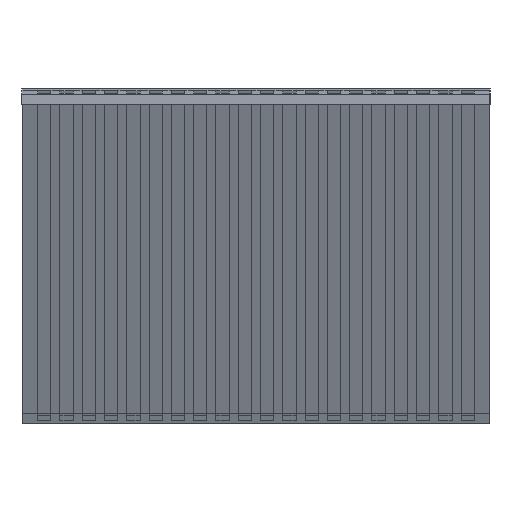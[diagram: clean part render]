
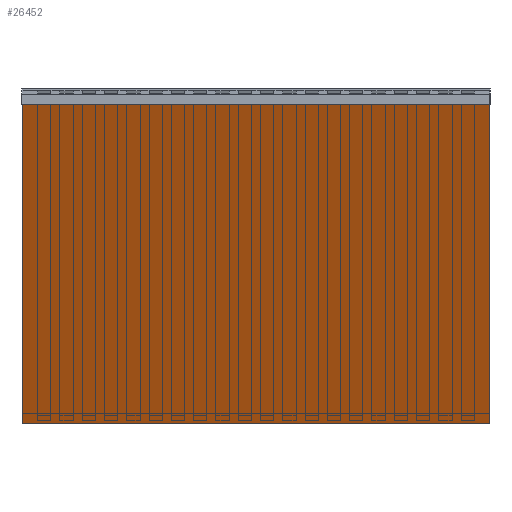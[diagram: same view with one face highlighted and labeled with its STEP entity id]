
A CAD part, left-side view. The second image highlights one B-rep face of the part: STEP entity #26452.
In plain terms, the highlighted planar face has unit normal (-0.911, 0, -0.412).
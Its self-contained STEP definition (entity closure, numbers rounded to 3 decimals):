
#1395=ORIENTED_EDGE('',*,*,#6991,.T.);
#1396=ORIENTED_EDGE('',*,*,#6979,.F.);
#1397=ORIENTED_EDGE('',*,*,#6992,.F.);
#1398=ORIENTED_EDGE('',*,*,#6988,.T.);
#6979=EDGE_CURVE('',#9736,#9735,#11693,.T.);
#6988=EDGE_CURVE('',#9743,#9742,#11701,.T.);
#6991=EDGE_CURVE('',#9742,#9735,#11703,.T.);
#6992=EDGE_CURVE('',#9743,#9736,#11704,.T.);
#9735=VERTEX_POINT('',#33669);
#9736=VERTEX_POINT('',#33671);
#9742=VERTEX_POINT('',#33694);
#9743=VERTEX_POINT('',#33696);
#11693=LINE('',#33672,#14521);
#11701=LINE('',#33695,#14529);
#11703=LINE('',#33704,#14531);
#11704=LINE('',#33705,#14532);
#14521=VECTOR('',#28744,1000.);
#14529=VECTOR('',#28762,1000.);
#14531=VECTOR('',#28766,1000.);
#14532=VECTOR('',#28767,1000.);
#17049=EDGE_LOOP('',(#1395,#1396,#1397,#1398));
#17989=FACE_BOUND('',#17049,.T.);
#18929=PLANE('',#27399);
#26452=ADVANCED_FACE('',(#17989),#18929,.F.);
#27399=AXIS2_PLACEMENT_3D('',#33703,#28764,#28765);
#28744=DIRECTION('',(0.,-1.,0.));
#28762=DIRECTION('',(0.,-1.,0.));
#28764=DIRECTION('',(0.911,0.,0.412));
#28765=DIRECTION('',(0.412,0.,-0.911));
#28766=DIRECTION('',(-0.412,0.,0.911));
#28767=DIRECTION('',(-0.412,0.,0.911));
#33669=CARTESIAN_POINT('',(35.04,0.,-0.167));
#33671=CARTESIAN_POINT('',(35.04,10.5,-0.167));
#33672=CARTESIAN_POINT('',(35.04,10.5,-0.167));
#33694=CARTESIAN_POINT('',(38.337,0.,-7.457));
#33695=CARTESIAN_POINT('',(38.337,10.5,-7.457));
#33696=CARTESIAN_POINT('',(38.337,10.5,-7.457));
#33703=CARTESIAN_POINT('',(35.04,10.5,-0.167));
#33704=CARTESIAN_POINT('',(35.04,0.,-0.167));
#33705=CARTESIAN_POINT('',(35.04,10.5,-0.167));
